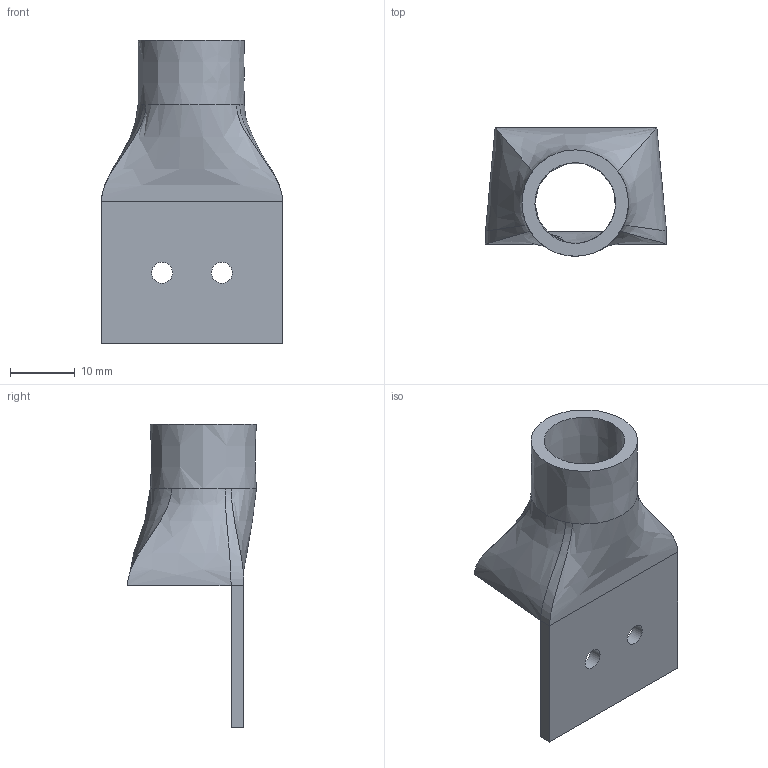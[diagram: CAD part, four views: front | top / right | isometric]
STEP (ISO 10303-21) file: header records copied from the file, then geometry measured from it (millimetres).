
FILE_DESCRIPTION(/* description */ (''),/* implementation_level */ '2;1');
FILE_NAME(/* name */ 'hotend_cable_holder.step',/* time_stamp */ '2025-05-12T18:52:48-04:00',/* author */ (''),/* organization */ (''),/* preprocessor_version */ 'ST-DEVELOPER v20.1',/* originating_system */ 'Autodesk Translation Framework v14.4.0.0',/* authorisation */ '');
FILE_SCHEMA (('AUTOMOTIVE_DESIGN { 1 0 10303 214 3 1 1 }'));
Length unit declared in the file: millimetre
Products named in the file (1): hotend cable holder
Bounding box: 28 x 19.92 x 47 mm (x, y, z)
Volume: 4064.1 mm3; surface area: 4447.9 mm2
Topology: 1 solids, 1 shells, 23 faces, 58 edges, 36 vertices
Faces by surface type: bspline 14, plane 7, cylinder 2
Full cylindrical faces by diameter (mm): 3.25 x2
Entity records: 1974 total; most frequent: CARTESIAN_POINT 1461, ORIENTED_EDGE 116, DIRECTION 64, EDGE_CURVE 58, VERTEX_POINT 36, EDGE_LOOP 28, B_SPLINE_CURVE_WITH_KNOTS 26, FACE_OUTER_BOUND 23
